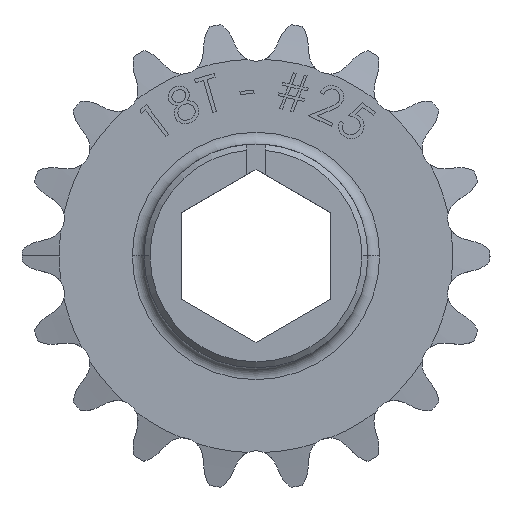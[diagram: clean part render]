
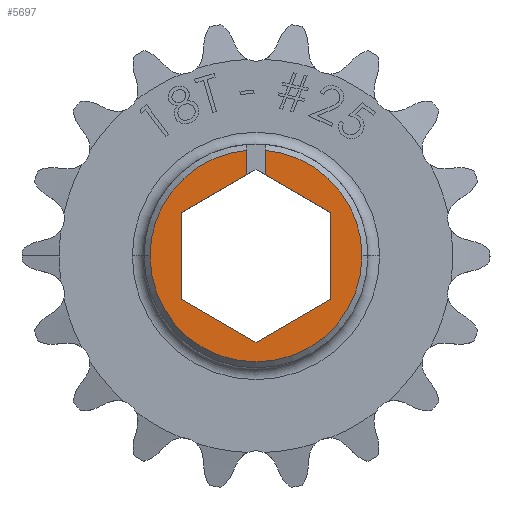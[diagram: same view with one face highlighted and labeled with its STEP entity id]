
A CAD part, top view. The second image highlights one B-rep face of the part: STEP entity #5697.
In plain terms, the highlighted planar face has unit normal (0, 0, 1).
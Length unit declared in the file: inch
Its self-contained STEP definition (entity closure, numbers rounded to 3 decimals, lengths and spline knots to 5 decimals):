
#123 = DIRECTION ( 'NONE',  ( 0., 0., 1. ) ) ;
#621 = DIRECTION ( 'NONE',  ( 0., 0., 1. ) ) ;
#686 = CARTESIAN_POINT ( 'NONE',  ( 0., 0., 0.1875 ) ) ;
#849 = CARTESIAN_POINT ( 'NONE',  ( 0.355, 0., 0.1875 ) ) ;
#1082 = DIRECTION ( 'NONE',  ( -0.866, 0.5, 0. ) ) ;
#1091 = EDGE_CURVE ( 'NONE', #12611, #9852, #8795, .T. ) ;
#1239 = VERTEX_POINT ( 'NONE', #5820 ) ;
#1261 = VERTEX_POINT ( 'NONE', #12672 ) ;
#1282 = LINE ( 'NONE', #4925, #10380 ) ;
#1308 = CARTESIAN_POINT ( 'NONE',  ( -0.251, -0.14491, 0.1875 ) ) ;
#1468 = ORIENTED_EDGE ( 'NONE', *, *, #4871, .F. ) ;
#1498 = ORIENTED_EDGE ( 'NONE', *, *, #11135, .T. ) ;
#1825 = CARTESIAN_POINT ( 'NONE',  ( 0.03125, 0.27179, 0.1875 ) ) ;
#2050 = FACE_OUTER_BOUND ( 'NONE', #11811, .T. ) ;
#2250 = LINE ( 'NONE', #9080, #4892 ) ;
#2395 = LINE ( 'NONE', #12060, #6484 ) ;
#2573 = DIRECTION ( 'NONE',  ( 1., 0., 0. ) ) ;
#2943 = CARTESIAN_POINT ( 'NONE',  ( 0., -0.28983, 0.1875 ) ) ;
#3209 = DIRECTION ( 'NONE',  ( 0., -1., 0. ) ) ;
#3394 = CARTESIAN_POINT ( 'NONE',  ( 0., -0.28983, 0.1875 ) ) ;
#3579 = VERTEX_POINT ( 'NONE', #12575 ) ;
#3672 = EDGE_CURVE ( 'NONE', #3579, #8919, #8846, .T. ) ;
#3717 = AXIS2_PLACEMENT_3D ( 'NONE', #11211, #4490, #2573 ) ;
#3740 = EDGE_CURVE ( 'NONE', #12611, #8952, #2395, .T. ) ;
#4157 = CARTESIAN_POINT ( 'NONE',  ( 0.251, -0.14491, 0.1875 ) ) ;
#4269 = AXIS2_PLACEMENT_3D ( 'NONE', #7917, #123, #7853 ) ;
#4383 = DIRECTION ( 'NONE',  ( 0., 0., 1. ) ) ;
#4490 = DIRECTION ( 'NONE',  ( 0., 0., 1. ) ) ;
#4871 = EDGE_CURVE ( 'NONE', #8919, #9276, #10884, .T. ) ;
#4892 = VECTOR ( 'NONE', #3209, 39.37008 ) ;
#4925 = CARTESIAN_POINT ( 'NONE',  ( 0., 0.28983, 0.1875 ) ) ;
#4986 = DIRECTION ( 'NONE',  ( -0.866, -0.5, 0. ) ) ;
#5044 = PLANE ( 'NONE',  #4269 ) ;
#5095 = LINE ( 'NONE', #5215, #7356 ) ;
#5215 = CARTESIAN_POINT ( 'NONE',  ( 0.03125, 0.12889, 0.1875 ) ) ;
#5348 = ORIENTED_EDGE ( 'NONE', *, *, #10365, .F. ) ;
#5533 = ORIENTED_EDGE ( 'NONE', *, *, #9789, .F. ) ;
#5697 = ADVANCED_FACE ( 'NONE', ( #2050 ), #5044, .T. ) ;
#5726 = ORIENTED_EDGE ( 'NONE', *, *, #3740, .F. ) ;
#5772 = ORIENTED_EDGE ( 'NONE', *, *, #6751, .F. ) ;
#5816 = CARTESIAN_POINT ( 'NONE',  ( -0.355, 0., 0.1875 ) ) ;
#5820 = CARTESIAN_POINT ( 'NONE',  ( 0.251, 0.14491, 0.1875 ) ) ;
#5828 = ORIENTED_EDGE ( 'NONE', *, *, #11753, .T. ) ;
#6193 = LINE ( 'NONE', #4157, #11836 ) ;
#6241 = DIRECTION ( 'NONE',  ( 0., 1., 0. ) ) ;
#6484 = VECTOR ( 'NONE', #9162, 39.37008 ) ;
#6751 = EDGE_CURVE ( 'NONE', #8952, #8307, #1282, .T. ) ;
#7061 = DIRECTION ( 'NONE',  ( 0.866, -0.5, 0. ) ) ;
#7129 = CARTESIAN_POINT ( 'NONE',  ( 0., 0., 0.1875 ) ) ;
#7218 = DIRECTION ( 'NONE',  ( 0.866, 0.5, 0. ) ) ;
#7356 = VECTOR ( 'NONE', #6241, 39.37008 ) ;
#7661 = LINE ( 'NONE', #9650, #10207 ) ;
#7738 = CARTESIAN_POINT ( 'NONE',  ( -0.03125, 0.35362, 0.1875 ) ) ;
#7773 = AXIS2_PLACEMENT_3D ( 'NONE', #7129, #4383, #10323 ) ;
#7853 = DIRECTION ( 'NONE',  ( 1., 0., 0. ) ) ;
#7917 = CARTESIAN_POINT ( 'NONE',  ( 0., 0., 0.1875 ) ) ;
#8167 = CARTESIAN_POINT ( 'NONE',  ( -0.03125, 0.27179, 0.1875 ) ) ;
#8181 = VERTEX_POINT ( 'NONE', #1825 ) ;
#8256 = CARTESIAN_POINT ( 'NONE',  ( -0.251, 0.14491, 0.1875 ) ) ;
#8307 = VERTEX_POINT ( 'NONE', #8256 ) ;
#8528 = ORIENTED_EDGE ( 'NONE', *, *, #3672, .F. ) ;
#8621 = EDGE_CURVE ( 'NONE', #8307, #3579, #2250, .T. ) ;
#8795 = CIRCLE ( 'NONE', #3717, 0.355 ) ;
#8846 = LINE ( 'NONE', #1308, #12612 ) ;
#8919 = VERTEX_POINT ( 'NONE', #2943 ) ;
#8952 = VERTEX_POINT ( 'NONE', #8167 ) ;
#9018 = EDGE_CURVE ( 'NONE', #9276, #1239, #6193, .T. ) ;
#9080 = CARTESIAN_POINT ( 'NONE',  ( -0.251, 0.14491, 0.1875 ) ) ;
#9119 = CIRCLE ( 'NONE', #11173, 0.355 ) ;
#9123 = DIRECTION ( 'NONE',  ( 0., 1., 0. ) ) ;
#9162 = DIRECTION ( 'NONE',  ( 0., -1., 0. ) ) ;
#9276 = VERTEX_POINT ( 'NONE', #9998 ) ;
#9505 = VERTEX_POINT ( 'NONE', #849 ) ;
#9650 = CARTESIAN_POINT ( 'NONE',  ( 0.251, 0.14491, 0.1875 ) ) ;
#9789 = EDGE_CURVE ( 'NONE', #1239, #8181, #7661, .T. ) ;
#9852 = VERTEX_POINT ( 'NONE', #5816 ) ;
#9998 = CARTESIAN_POINT ( 'NONE',  ( 0.251, -0.14491, 0.1875 ) ) ;
#10207 = VECTOR ( 'NONE', #1082, 39.37008 ) ;
#10323 = DIRECTION ( 'NONE',  ( 1., 0., 0. ) ) ;
#10365 = EDGE_CURVE ( 'NONE', #8181, #1261, #5095, .T. ) ;
#10380 = VECTOR ( 'NONE', #4986, 39.37008 ) ;
#10438 = CIRCLE ( 'NONE', #7773, 0.355 ) ;
#10570 = ORIENTED_EDGE ( 'NONE', *, *, #9018, .F. ) ;
#10884 = LINE ( 'NONE', #3394, #12629 ) ;
#11002 = ORIENTED_EDGE ( 'NONE', *, *, #8621, .F. ) ;
#11135 = EDGE_CURVE ( 'NONE', #9852, #9505, #10438, .T. ) ;
#11173 = AXIS2_PLACEMENT_3D ( 'NONE', #686, #621, #12338 ) ;
#11211 = CARTESIAN_POINT ( 'NONE',  ( 0., 0., 0.1875 ) ) ;
#11378 = ORIENTED_EDGE ( 'NONE', *, *, #1091, .T. ) ;
#11753 = EDGE_CURVE ( 'NONE', #9505, #1261, #9119, .T. ) ;
#11811 = EDGE_LOOP ( 'NONE', ( #5348, #5533, #10570, #1468, #8528, #11002, #5772, #5726, #11378, #1498, #5828 ) ) ;
#11836 = VECTOR ( 'NONE', #9123, 39.37008 ) ;
#12060 = CARTESIAN_POINT ( 'NONE',  ( -0.03125, 0.12889, 0.1875 ) ) ;
#12338 = DIRECTION ( 'NONE',  ( 1., 0., 0. ) ) ;
#12575 = CARTESIAN_POINT ( 'NONE',  ( -0.251, -0.14491, 0.1875 ) ) ;
#12611 = VERTEX_POINT ( 'NONE', #7738 ) ;
#12612 = VECTOR ( 'NONE', #7061, 39.37008 ) ;
#12629 = VECTOR ( 'NONE', #7218, 39.37008 ) ;
#12672 = CARTESIAN_POINT ( 'NONE',  ( 0.03125, 0.35362, 0.1875 ) ) ;
